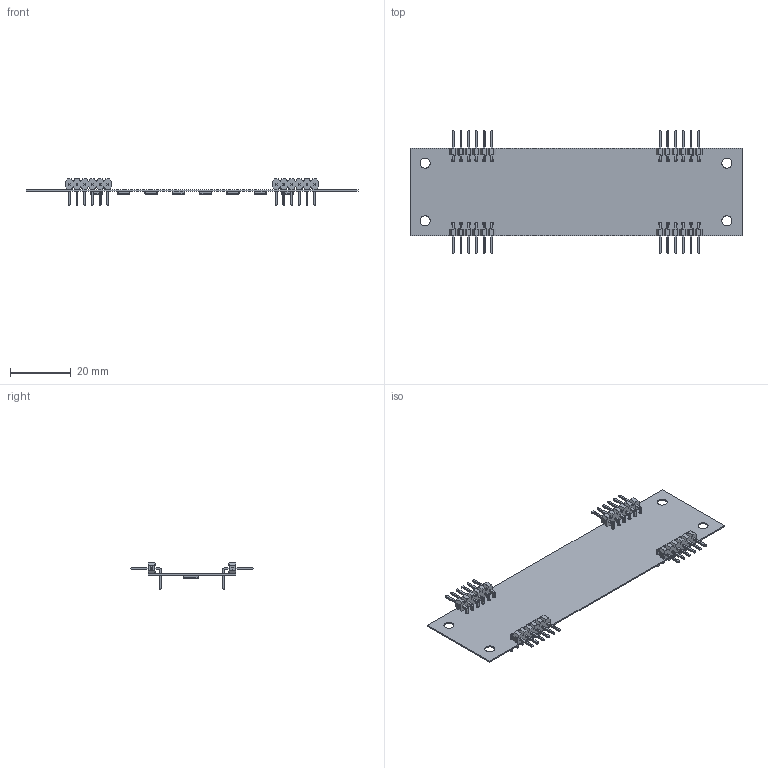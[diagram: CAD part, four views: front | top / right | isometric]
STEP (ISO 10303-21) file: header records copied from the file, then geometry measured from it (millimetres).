
FILE_DESCRIPTION (( 'STEP AP203' ), '1' );
FILE_NAME ('Photodiode_Board.STEP', '2024-03-07T02:31:08', ( '' ), ( '' ), 'SwSTEP 2.0', 'SolidWorks 2022', '' );
FILE_SCHEMA (( 'CONFIG_CONTROL_DESIGN' ));
Length unit declared in the file: millimetre
Products named in the file (4): FP-PEC06SBBN-MFG_CMP-25680-000045-1; Photodiode_Board; FP-6_550-5329_01-4-MFG_CMP-02531-000009-1; Photodiode_Board_BOARD
Assembly tree (13 placements, depth 2):
  Photodiode_Board
    Photodiode_Board_BOARD
    FP-PEC06SBBN-MFG_CMP-25680-000045-1  x4
    FP-6_550-5329_01-4-MFG_CMP-02531-000009-1  x8
Bounding box: 109.48 x 40.68 x 8.77 mm (x, y, z)
Volume: 2036.9 mm3; surface area: 8975.8 mm2
Topology: 189 solids, 189 shells, 6770 faces, 16176 edges, 9536 vertices
Faces by surface type: cylinder 2940, plane 2454, sphere 992, torus 192, bspline 128, cone 64
Entity records: 43287 total; most frequent: CARTESIAN_POINT 8343, DIRECTION 7462, ORIENTED_EDGE 6988, EDGE_CURVE 3494, AXIS2_PLACEMENT_3D 2856, VERTEX_POINT 2072, LINE 1750, VECTOR 1750
